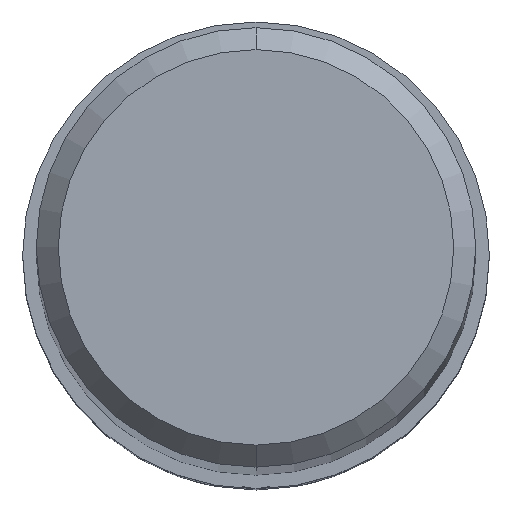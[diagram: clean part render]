
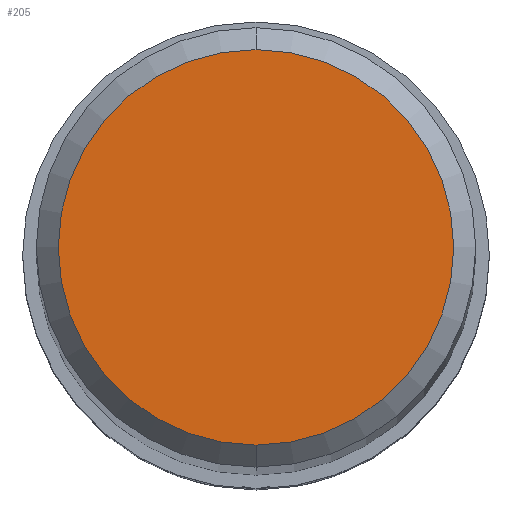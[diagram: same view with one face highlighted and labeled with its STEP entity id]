
A CAD part, top view. The second image highlights one B-rep face of the part: STEP entity #205.
In plain terms, the highlighted planar face has unit normal (0, 0, 1).
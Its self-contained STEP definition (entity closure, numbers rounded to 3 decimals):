
#179=VERTEX_POINT('',#484);
#205=ADVANCED_FACE('',(#512),#513,.T.);
#223=VERTEX_POINT('',#532);
#323=EDGE_CURVE('',#179,#223,#639,.T.);
#427=EDGE_CURVE('',#223,#179,#757,.T.);
#484=CARTESIAN_POINT('',(0.0,3.6,0.0));
#512=FACE_OUTER_BOUND('',#848,.T.);
#513=PLANE('',#849);
#532=CARTESIAN_POINT('',(0.,-3.6,0.0));
#639=CIRCLE('',#1102,3.6);
#757=CIRCLE('',#1398,3.6);
#848=EDGE_LOOP('',(#1493,#1494));
#849=AXIS2_PLACEMENT_3D('',#1495,#1496,#1497);
#1102=AXIS2_PLACEMENT_3D('',#1613,#1614,#1615);
#1398=AXIS2_PLACEMENT_3D('',#1751,#1752,#1753);
#1493=ORIENTED_EDGE('',*,*,#323,.F.);
#1494=ORIENTED_EDGE('',*,*,#427,.F.);
#1495=CARTESIAN_POINT('',(0.0,1.8,0.0));
#1496=DIRECTION('',(-0.0,0.0,1.0));
#1497=DIRECTION('',(0.0,-1.0,0.0));
#1613=CARTESIAN_POINT('',(0.0,0.0,0.0));
#1614=DIRECTION('',(0.0,0.0,-1.0));
#1615=DIRECTION('',(0.0,1.0,0.0));
#1751=CARTESIAN_POINT('',(0.0,0.0,0.0));
#1752=DIRECTION('',(0.0,0.0,-1.0));
#1753=DIRECTION('',(0.0,1.0,0.0));
